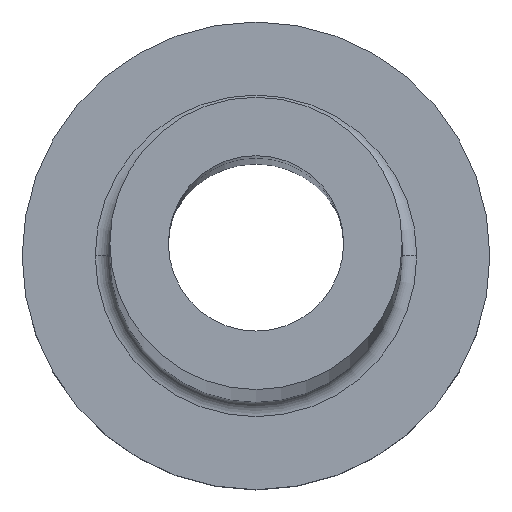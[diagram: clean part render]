
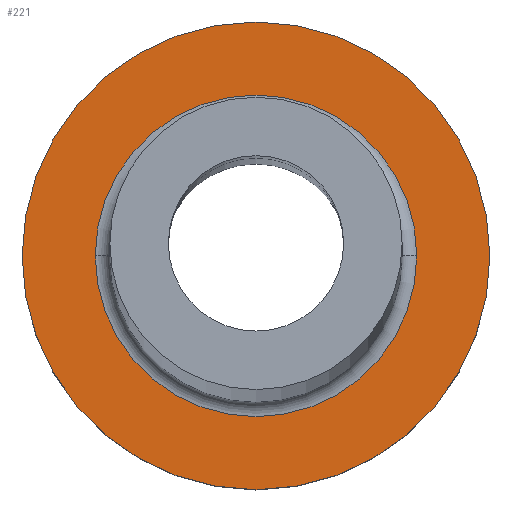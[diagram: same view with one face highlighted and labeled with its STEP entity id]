
A CAD part, top view. The second image highlights one B-rep face of the part: STEP entity #221.
In plain terms, the highlighted planar face has unit normal (0, 0, 1).
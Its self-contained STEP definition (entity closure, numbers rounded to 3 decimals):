
#1 = DIRECTION ( 'NONE',  ( 1., 0., 0. ) ) ;
#14 = DIRECTION ( 'NONE',  ( 1., 0., 0. ) ) ;
#16 = DIRECTION ( 'NONE',  ( 0., 0., -1. ) ) ;
#27 = CARTESIAN_POINT ( 'NONE',  ( -5.5, 0., 5. ) ) ;
#44 = DIRECTION ( 'NONE',  ( 1., 0., 0. ) ) ;
#51 = VERTEX_POINT ( 'NONE', #364 ) ;
#58 = CARTESIAN_POINT ( 'NONE',  ( 0., 0., 5. ) ) ;
#59 = EDGE_CURVE ( 'NONE', #165, #51, #235, .T. ) ;
#67 = EDGE_LOOP ( 'NONE', ( #332, #212 ) ) ;
#109 = EDGE_CURVE ( 'NONE', #51, #165, #271, .T. ) ;
#118 = AXIS2_PLACEMENT_3D ( 'NONE', #58, #451, #314 ) ;
#129 = CARTESIAN_POINT ( 'NONE',  ( -8., 0., 5. ) ) ;
#148 = PLANE ( 'NONE',  #213 ) ;
#150 = EDGE_LOOP ( 'NONE', ( #352, #210 ) ) ;
#162 = DIRECTION ( 'NONE',  ( 1., 0., 0. ) ) ;
#165 = VERTEX_POINT ( 'NONE', #27 ) ;
#177 = CARTESIAN_POINT ( 'NONE',  ( 0., 0., 5. ) ) ;
#186 = CARTESIAN_POINT ( 'NONE',  ( 0., 0., 5. ) ) ;
#210 = ORIENTED_EDGE ( 'NONE', *, *, #420, .T. ) ;
#212 = ORIENTED_EDGE ( 'NONE', *, *, #59, .T. ) ;
#213 = AXIS2_PLACEMENT_3D ( 'NONE', #177, #318, #1 ) ;
#221 = ADVANCED_FACE ( 'NONE', ( #251, #426 ), #148, .T. ) ;
#224 = CARTESIAN_POINT ( 'NONE',  ( 0., 0., 5. ) ) ;
#235 = CIRCLE ( 'NONE', #343, 5.5 ) ;
#251 = FACE_BOUND ( 'NONE', #67, .T. ) ;
#260 = DIRECTION ( 'NONE',  ( 0., 0., -1. ) ) ;
#261 = CARTESIAN_POINT ( 'NONE',  ( 0., 0., 5. ) ) ;
#266 = DIRECTION ( 'NONE',  ( 0., 0., 1. ) ) ;
#271 = CIRCLE ( 'NONE', #382, 5.5 ) ;
#273 = CIRCLE ( 'NONE', #118, 8. ) ;
#308 = CIRCLE ( 'NONE', #450, 8. ) ;
#310 = CARTESIAN_POINT ( 'NONE',  ( 8., 0., 5. ) ) ;
#314 = DIRECTION ( 'NONE',  ( 1., 0., 0. ) ) ;
#318 = DIRECTION ( 'NONE',  ( 0., 0., 1. ) ) ;
#332 = ORIENTED_EDGE ( 'NONE', *, *, #109, .T. ) ;
#340 = EDGE_CURVE ( 'NONE', #424, #402, #308, .T. ) ;
#343 = AXIS2_PLACEMENT_3D ( 'NONE', #261, #260, #14 ) ;
#352 = ORIENTED_EDGE ( 'NONE', *, *, #340, .T. ) ;
#364 = CARTESIAN_POINT ( 'NONE',  ( 5.5, 0., 5. ) ) ;
#382 = AXIS2_PLACEMENT_3D ( 'NONE', #224, #16, #162 ) ;
#402 = VERTEX_POINT ( 'NONE', #310 ) ;
#420 = EDGE_CURVE ( 'NONE', #402, #424, #273, .T. ) ;
#424 = VERTEX_POINT ( 'NONE', #129 ) ;
#426 = FACE_OUTER_BOUND ( 'NONE', #150, .T. ) ;
#450 = AXIS2_PLACEMENT_3D ( 'NONE', #186, #266, #44 ) ;
#451 = DIRECTION ( 'NONE',  ( 0., 0., 1. ) ) ;
